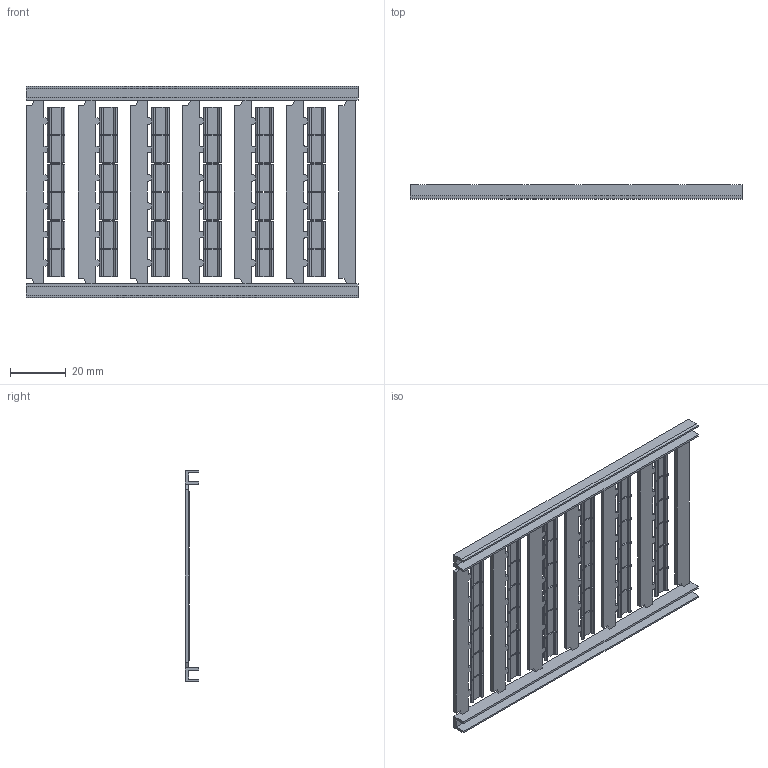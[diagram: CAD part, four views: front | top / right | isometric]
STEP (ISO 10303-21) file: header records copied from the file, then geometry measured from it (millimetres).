
FILE_DESCRIPTION((''),'2;1');
FILE_NAME('8YB867190','2022-08-22T',('Administrator'),(''),'PRO/ENGINEER BY PARAMETRIC TECHNOLOGY CORPORATION, 2013230','PRO/ENGINEER BY PARAMETRIC TECHNOLOGY CORPORATION, 2013230','');
FILE_SCHEMA(('CONFIG_CONTROL_DESIGN'));
Length unit declared in the file: millimetre
Products named in the file (1): 8YB867190
Bounding box: 119.2 x 5 x 76 mm (x, y, z)
Volume: 8801.5 mm3; surface area: 19544.5 mm2
Topology: 1 solids, 1 shells, 1402 faces, 3786 edges, 2332 vertices
Faces by surface type: plane 1042, cylinder 360
Entity records: 43304 total; most frequent: CARTESIAN_POINT 7952, ORIENTED_EDGE 7572, DIRECTION 7166, EDGE_CURVE 3786, VECTOR 2922, LINE 2922, VERTEX_POINT 2332, AXIS2_PLACEMENT_3D 2122
